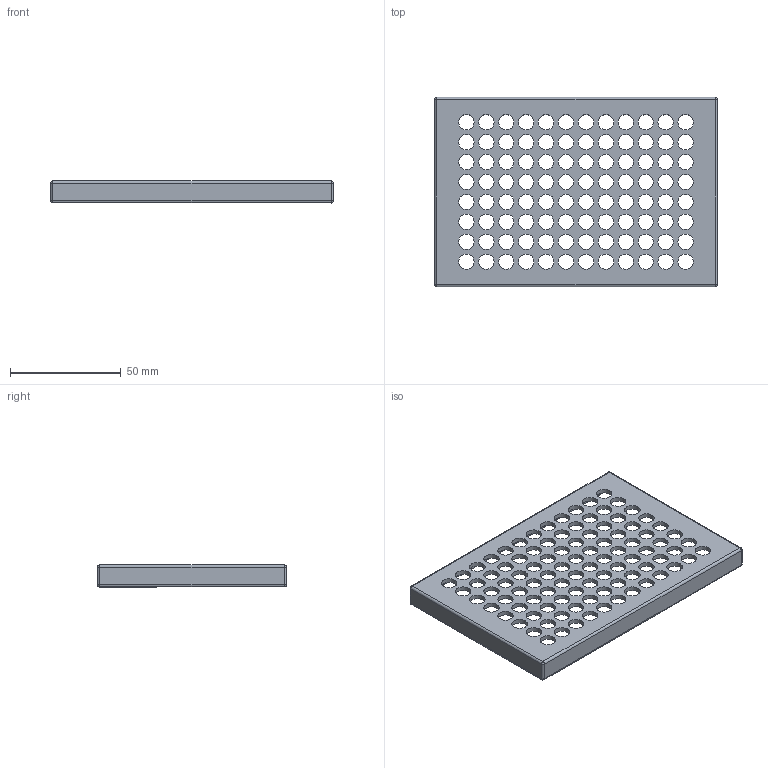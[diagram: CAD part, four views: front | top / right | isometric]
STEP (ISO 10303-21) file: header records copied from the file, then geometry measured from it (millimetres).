
FILE_DESCRIPTION(('HOOPS Exchange Step'),'2;1');
FILE_NAME('temp_export','2024-06-05T14:55:32-04:00',('mobile'),('Shapr3D Limited'),'HOOPS Exchange 2024.2','Shapr3D','Authorized');
FILE_SCHEMA( ('AUTOMOTIVE_DESIGN { 1 0 10303 214 1 1 1 1 }') );
Length unit declared in the file: millimetre
Products named in the file (1): root
Bounding box: 127.76 x 85.48 x 9.97 mm (x, y, z)
Volume: 19262.2 mm3; surface area: 25669.4 mm2
Topology: 1 solids, 1 shells, 130 faces, 460 edges, 328 vertices
Faces by surface type: cylinder 108, plane 14, sphere 8
Full cylindrical faces by diameter (mm): 6.96 x96
Entity records: 5626 total; most frequent: DIRECTION 1038, CARTESIAN_POINT 918, ORIENTED_EDGE 912, EDGE_CURVE 456, AXIS2_PLACEMENT_3D 452, VERTEX_POINT 328, EDGE_LOOP 322, FACE_BOUND 322
